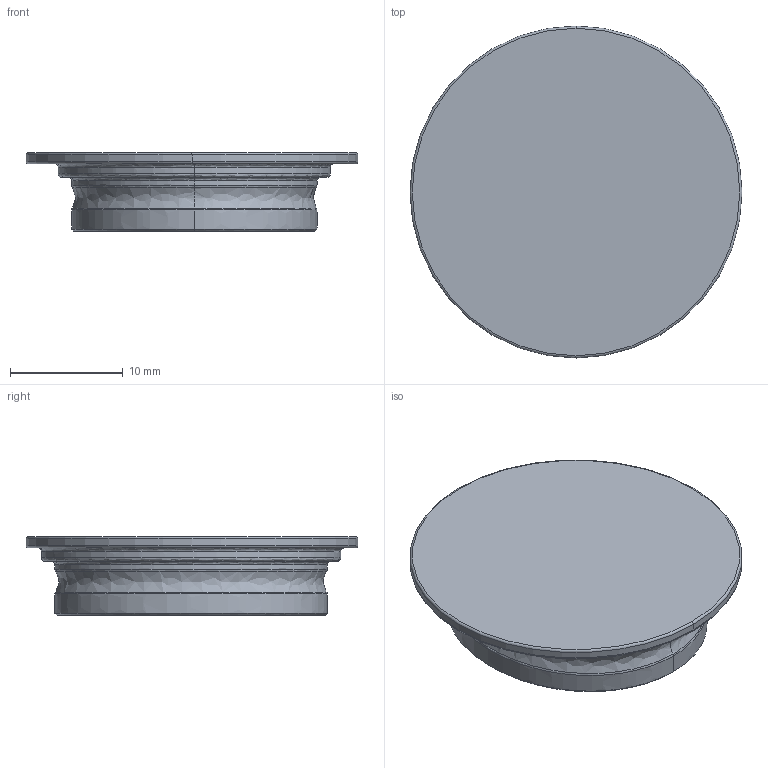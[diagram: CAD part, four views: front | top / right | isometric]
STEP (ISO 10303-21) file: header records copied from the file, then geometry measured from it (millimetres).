
FILE_DESCRIPTION((''),'2;1');
FILE_NAME('WGRT_01','2025-06-21T14:24:03',('admin'),(''),'CREO PARAMETRIC BY PTC INC, 2019010','CREO PARAMETRIC BY PTC INC, 2019010','');
FILE_SCHEMA(('CONFIG_CONTROL_DESIGN'));
Length unit declared in the file: millimetre
Products named in the file (1): WGRT_01
Bounding box: 29.5 x 29.5 x 7 mm (x, y, z)
Volume: 3095.3 mm3; surface area: 2084 mm2
Topology: 1 solids, 1 shells, 39 faces, 82 edges, 48 vertices
Faces by surface type: bspline 14, plane 8, cylinder 7, extrusion 6, torus 4
Entity records: 3596 total; most frequent: CARTESIAN_POINT 2799, ORIENTED_EDGE 164, DIRECTION 136, EDGE_CURVE 82, AXIS2_PLACEMENT_3D 53, VERTEX_POINT 48, EDGE_LOOP 42, FACE_OUTER_BOUND 39
